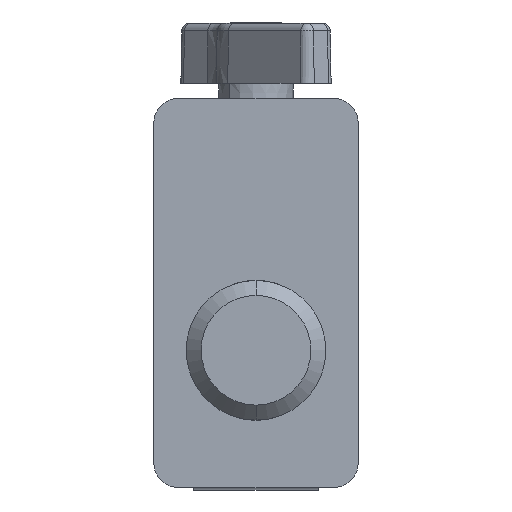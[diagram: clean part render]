
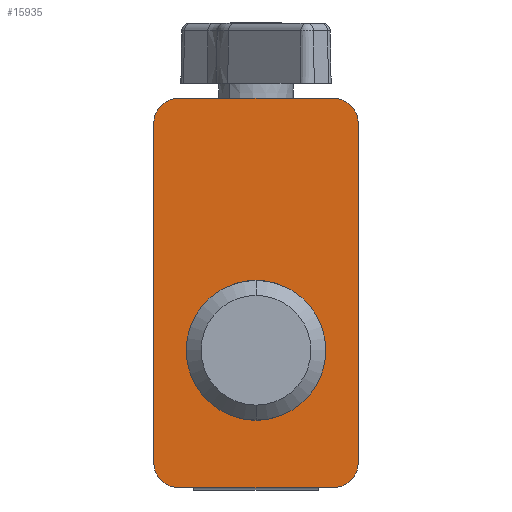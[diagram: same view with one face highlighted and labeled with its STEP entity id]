
A CAD part, front view. The second image highlights one B-rep face of the part: STEP entity #15935.
In plain terms, the highlighted planar face has unit normal (0, -1, 0).
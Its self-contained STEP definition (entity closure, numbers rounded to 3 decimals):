
#464 = CARTESIAN_POINT ( 'NONE',  ( -20.5, -5., 39. ) ) ;
#510 = FACE_OUTER_BOUND ( 'NONE', #4371, .T. ) ;
#1201 = CARTESIAN_POINT ( 'NONE',  ( 15.5, -5., -39. ) ) ;
#1321 = DIRECTION ( 'NONE',  ( 0., 0., 1. ) ) ;
#1555 = VERTEX_POINT ( 'NONE', #4556 ) ;
#1835 = DIRECTION ( 'NONE',  ( 0., 0., -1. ) ) ;
#1933 = VECTOR ( 'NONE', #1835, 1000. ) ;
#1981 = VERTEX_POINT ( 'NONE', #10251 ) ;
#2284 = CARTESIAN_POINT ( 'NONE',  ( -15.5, -5., -34. ) ) ;
#2495 = VERTEX_POINT ( 'NONE', #14938 ) ;
#2819 = CIRCLE ( 'NONE', #9715, 5. ) ;
#3167 = DIRECTION ( 'NONE',  ( 0., -1., 0. ) ) ;
#3268 = EDGE_CURVE ( 'NONE', #18845, #6518, #3881, .T. ) ;
#3291 = VECTOR ( 'NONE', #19315, 1000. ) ;
#3474 = CARTESIAN_POINT ( 'NONE',  ( 20.5, -5., 34. ) ) ;
#3629 = DIRECTION ( 'NONE',  ( 0., 0., 1. ) ) ;
#3789 = EDGE_CURVE ( 'NONE', #6518, #1981, #4083, .T. ) ;
#3881 = LINE ( 'NONE', #8566, #15085 ) ;
#3954 = EDGE_CURVE ( 'NONE', #2495, #17954, #7814, .T. ) ;
#4083 = CIRCLE ( 'NONE', #15881, 5. ) ;
#4371 = EDGE_LOOP ( 'NONE', ( #13920, #14053, #17501, #5916, #4503, #19306, #9979, #5108 ) ) ;
#4503 = ORIENTED_EDGE ( 'NONE', *, *, #15162, .T. ) ;
#4556 = CARTESIAN_POINT ( 'NONE',  ( -20.5, -5., -34. ) ) ;
#4856 = DIRECTION ( 'NONE',  ( 0., 0., 1. ) ) ;
#4963 = PLANE ( 'NONE',  #5726 ) ;
#5108 = ORIENTED_EDGE ( 'NONE', *, *, #3789, .T. ) ;
#5579 = DIRECTION ( 'NONE',  ( 1., 0., 0. ) ) ;
#5726 = AXIS2_PLACEMENT_3D ( 'NONE', #9508, #15383, #3629 ) ;
#5916 = ORIENTED_EDGE ( 'NONE', *, *, #18889, .T. ) ;
#6004 = VERTEX_POINT ( 'NONE', #3474 ) ;
#6518 = VERTEX_POINT ( 'NONE', #1201 ) ;
#6627 = DIRECTION ( 'NONE',  ( 0., -1., 0. ) ) ;
#7343 = CARTESIAN_POINT ( 'NONE',  ( 15.5, -5., -34. ) ) ;
#7643 = AXIS2_PLACEMENT_3D ( 'NONE', #2284, #6627, #4856 ) ;
#7814 = LINE ( 'NONE', #17705, #18766 ) ;
#8243 = LINE ( 'NONE', #464, #1933 ) ;
#8566 = CARTESIAN_POINT ( 'NONE',  ( -20.5, -5., -39. ) ) ;
#9508 = CARTESIAN_POINT ( 'NONE',  ( -20.5, -5., 39. ) ) ;
#9715 = AXIS2_PLACEMENT_3D ( 'NONE', #10242, #11694, #1321 ) ;
#9909 = CIRCLE ( 'NONE', #7643, 5. ) ;
#9979 = ORIENTED_EDGE ( 'NONE', *, *, #3268, .T. ) ;
#10120 = DIRECTION ( 'NONE',  ( 0., 0., 1. ) ) ;
#10242 = CARTESIAN_POINT ( 'NONE',  ( 15.5, -5., 34. ) ) ;
#10251 = CARTESIAN_POINT ( 'NONE',  ( 20.5, -5., -34. ) ) ;
#10532 = DIRECTION ( 'NONE',  ( 0., 0., 1. ) ) ;
#11634 = DIRECTION ( 'NONE',  ( 0., -1., 0. ) ) ;
#11694 = DIRECTION ( 'NONE',  ( 0., -1., 0. ) ) ;
#13341 = LINE ( 'NONE', #19119, #3291 ) ;
#13920 = ORIENTED_EDGE ( 'NONE', *, *, #17477, .F. ) ;
#14053 = ORIENTED_EDGE ( 'NONE', *, *, #16638, .T. ) ;
#14186 = CARTESIAN_POINT ( 'NONE',  ( -20.5, -5., 34. ) ) ;
#14372 = EDGE_CURVE ( 'NONE', #1555, #18845, #9909, .T. ) ;
#14489 = CARTESIAN_POINT ( 'NONE',  ( -15.5, -5., -39. ) ) ;
#14938 = CARTESIAN_POINT ( 'NONE',  ( -15.5, -5., 39. ) ) ;
#15085 = VECTOR ( 'NONE', #5579, 1000. ) ;
#15162 = EDGE_CURVE ( 'NONE', #15309, #1555, #8243, .T. ) ;
#15309 = VERTEX_POINT ( 'NONE', #14186 ) ;
#15378 = AXIS2_PLACEMENT_3D ( 'NONE', #18052, #3167, #10532 ) ;
#15383 = DIRECTION ( 'NONE',  ( 0., 1., 0. ) ) ;
#15881 = AXIS2_PLACEMENT_3D ( 'NONE', #7343, #11634, #10120 ) ;
#15935 = ADVANCED_FACE ( 'NONE', ( #510 ), #4963, .F. ) ;
#16273 = DIRECTION ( 'NONE',  ( 1., 0., 0. ) ) ;
#16638 = EDGE_CURVE ( 'NONE', #6004, #17954, #2819, .T. ) ;
#17477 = EDGE_CURVE ( 'NONE', #6004, #1981, #13341, .T. ) ;
#17484 = CARTESIAN_POINT ( 'NONE',  ( 15.5, -5., 39. ) ) ;
#17501 = ORIENTED_EDGE ( 'NONE', *, *, #3954, .F. ) ;
#17705 = CARTESIAN_POINT ( 'NONE',  ( -20.5, -5., 39. ) ) ;
#17954 = VERTEX_POINT ( 'NONE', #17484 ) ;
#18052 = CARTESIAN_POINT ( 'NONE',  ( -15.5, -5., 34. ) ) ;
#18427 = CIRCLE ( 'NONE', #15378, 5. ) ;
#18766 = VECTOR ( 'NONE', #16273, 1000. ) ;
#18845 = VERTEX_POINT ( 'NONE', #14489 ) ;
#18889 = EDGE_CURVE ( 'NONE', #2495, #15309, #18427, .T. ) ;
#19119 = CARTESIAN_POINT ( 'NONE',  ( 20.5, -5., 39. ) ) ;
#19306 = ORIENTED_EDGE ( 'NONE', *, *, #14372, .T. ) ;
#19315 = DIRECTION ( 'NONE',  ( 0., 0., -1. ) ) ;
